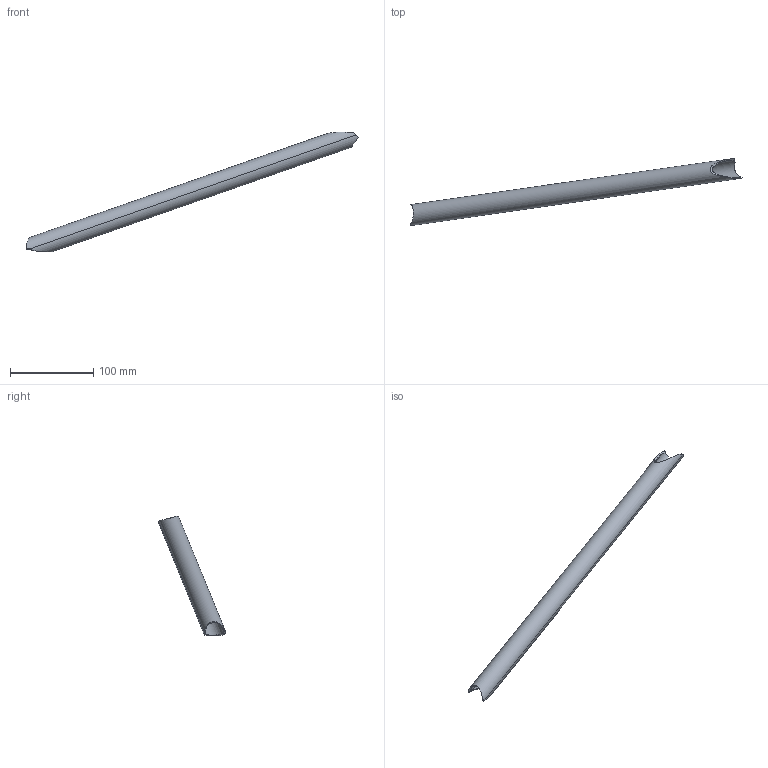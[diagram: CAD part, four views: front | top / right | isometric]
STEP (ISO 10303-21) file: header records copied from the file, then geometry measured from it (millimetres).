
FILE_DESCRIPTION(('CATIA V5 STEP Exchange'),'2;1');
FILE_NAME('43.stp','2022-02-15T23:34:32+00:00',('none'),('none'),'CATIA Version 5 Release 19 SP 2 (IN-10)','CATIA V5 STEP AP203','none');
FILE_SCHEMA(('CONFIG_CONTROL_DESIGN'));
Length unit declared in the file: millimetre
Products named in the file (1): Shape_047
Bounding box: 399.41 x 80.67 x 144.35 mm (x, y, z)
Volume: 44004.3 mm3; surface area: 59106.9 mm2
Topology: 1 solids, 1 shells, 16 faces, 47 edges, 31 vertices
Faces by surface type: cylinder 15, plane 1
Entity records: 832 total; most frequent: CARTESIAN_POINT 460, ORIENTED_EDGE 94, EDGE_CURVE 47, B_SPLINE_CURVE_WITH_KNOTS 39, VERTEX_POINT 31, DIRECTION 28, ADVANCED_FACE 16, EDGE_LOOP 16
